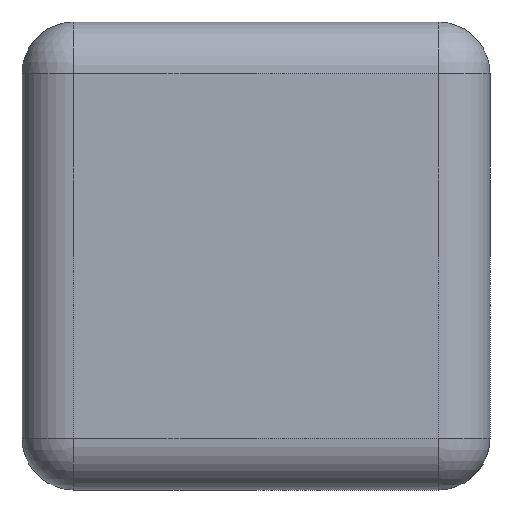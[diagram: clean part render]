
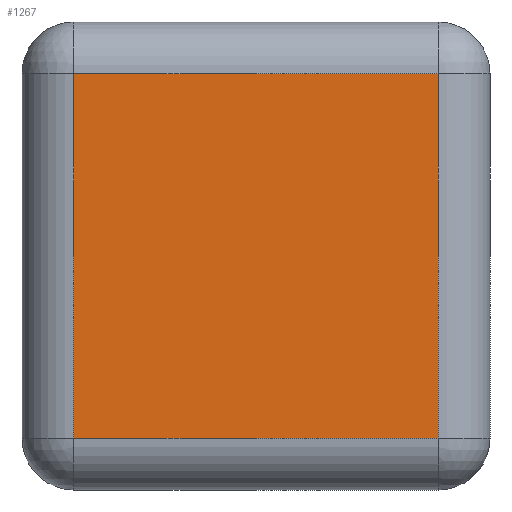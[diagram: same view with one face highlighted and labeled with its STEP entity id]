
A CAD part, left-side view. The second image highlights one B-rep face of the part: STEP entity #1267.
In plain terms, the highlighted planar face has unit normal (-1, 0, 0).
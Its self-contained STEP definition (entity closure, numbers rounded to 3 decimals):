
#835=CARTESIAN_POINT('',(-0.85,0.35,0.8));
#836=VERTEX_POINT('',#835);
#879=CARTESIAN_POINT('',(-0.85,-0.35,0.8));
#880=VERTEX_POINT('',#879);
#1068=CARTESIAN_POINT('',(-0.85,0.35,0.8));
#1069=DIRECTION('',(0.0,-1.0,0.0));
#1070=VECTOR('',#1069,0.7);
#1071=LINE('',#1068,#1070);
#1072=EDGE_CURVE('',#836,#880,#1071,.T.);
#1173=CARTESIAN_POINT('',(-0.85,-0.35,0.1));
#1174=VERTEX_POINT('',#1173);
#1175=CARTESIAN_POINT('',(-0.85,-0.35,0.8));
#1176=DIRECTION('',(0.0,0.0,-1.0));
#1177=VECTOR('',#1176,0.7);
#1178=LINE('',#1175,#1177);
#1179=EDGE_CURVE('',#880,#1174,#1178,.T.);
#1214=CARTESIAN_POINT('',(-0.85,0.35,0.1));
#1215=VERTEX_POINT('',#1214);
#1242=CARTESIAN_POINT('',(-0.85,-0.35,0.1));
#1243=DIRECTION('',(0.0,1.0,0.0));
#1244=VECTOR('',#1243,0.7);
#1245=LINE('',#1242,#1244);
#1246=EDGE_CURVE('',#1174,#1215,#1245,.T.);
#1251=CARTESIAN_POINT('',(-0.85,-0.475,0.0));
#1252=DIRECTION('',(-1.0,0.0,0.0));
#1253=DIRECTION('',(0.0,0.0,1.0));
#1254=AXIS2_PLACEMENT_3D('',#1251,#1252,#1253);
#1255=PLANE('',#1254);
#1256=ORIENTED_EDGE('',*,*,#1072,.F.);
#1257=CARTESIAN_POINT('',(-0.85,0.35,0.1));
#1258=DIRECTION('',(0.0,0.0,1.0));
#1259=VECTOR('',#1258,0.7);
#1260=LINE('',#1257,#1259);
#1261=EDGE_CURVE('',#1215,#836,#1260,.T.);
#1262=ORIENTED_EDGE('',*,*,#1261,.F.);
#1263=ORIENTED_EDGE('',*,*,#1246,.F.);
#1264=ORIENTED_EDGE('',*,*,#1179,.F.);
#1265=EDGE_LOOP('',(#1256,#1262,#1263,#1264));
#1266=FACE_OUTER_BOUND('',#1265,.T.);
#1267=ADVANCED_FACE('',(#1266),#1255,.T.);
